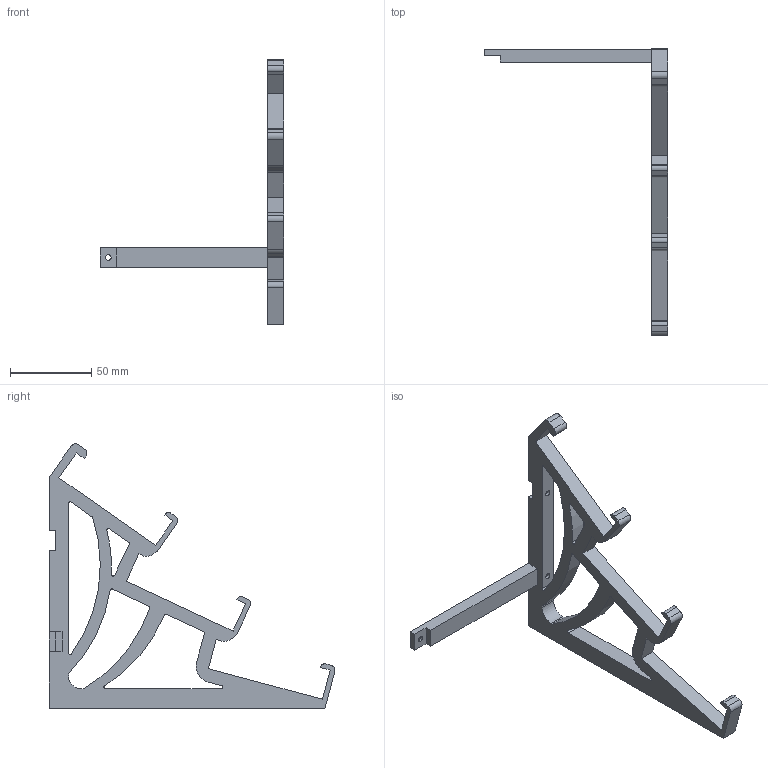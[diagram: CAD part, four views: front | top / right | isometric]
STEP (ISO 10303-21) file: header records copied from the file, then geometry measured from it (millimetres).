
FILE_DESCRIPTION(('FreeCAD Model'),'2;1');
FILE_NAME('Open CASCADE Shape Model','2024-08-08T12:52:58',('Author'),( ''),'Open CASCADE STEP processor 7.6','FreeCAD','Unknown');
FILE_SCHEMA(('AUTOMOTIVE_DESIGN { 1 0 10303 214 1 1 1 1 }'));
Length unit declared in the file: millimetre
Products named in the file (3): Part; Body; Body001
Assembly tree (2 placements, depth 2):
  Part
    Body
    Body001
Bounding box: 113 x 176.05 x 163 mm (x, y, z)
Volume: 77593 mm3; surface area: 33335.2 mm2
Topology: 2 solids, 2 shells, 106 faces, 296 edges, 196 vertices
Faces by surface type: plane 64, cylinder 36, cone 6
Full cylindrical faces by diameter (mm): 3.4 x4
Entity records: 3504 total; most frequent: CARTESIAN_POINT 603, DIRECTION 592, ORIENTED_EDGE 592, EDGE_CURVE 296, LINE 214, VECTOR 214, VERTEX_POINT 196, AXIS2_PLACEMENT_3D 189
